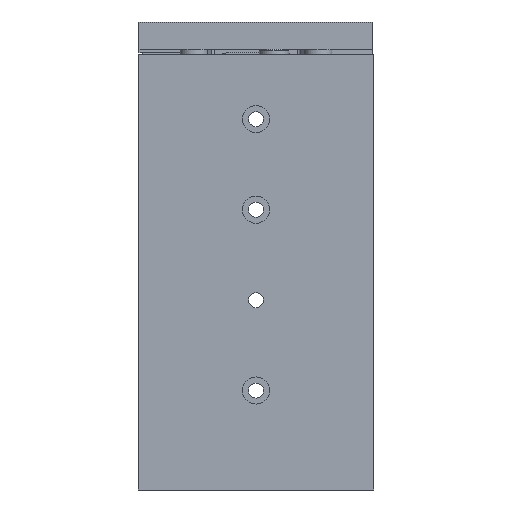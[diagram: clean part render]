
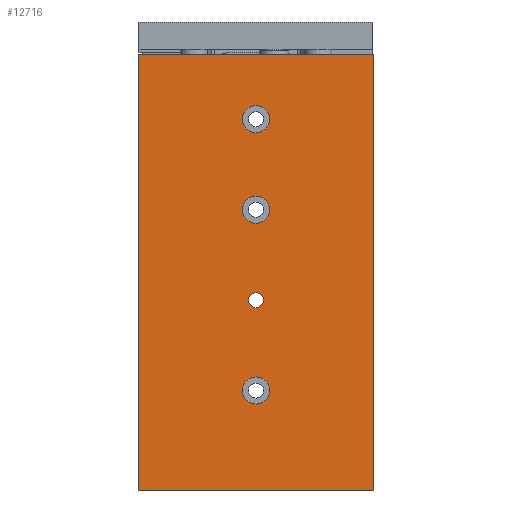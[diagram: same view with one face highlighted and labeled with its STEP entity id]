
A CAD part, front view. The second image highlights one B-rep face of the part: STEP entity #12716.
In plain terms, the highlighted planar face has unit normal (0, -1, 0).
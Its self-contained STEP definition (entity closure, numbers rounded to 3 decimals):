
#101=LINE('',#18734,#871);
#157=LINE('',#18866,#927);
#188=LINE('',#18969,#958);
#189=LINE('',#18979,#959);
#871=VECTOR('',#14961,1000.);
#927=VECTOR('',#15055,1000.);
#958=VECTOR('',#15142,1000.);
#959=VECTOR('',#15153,1000.);
#1635=PLANE('',#13474);
#2086=ORIENTED_EDGE('',*,*,#5197,.F.);
#2087=ORIENTED_EDGE('',*,*,#5198,.F.);
#2088=ORIENTED_EDGE('',*,*,#5199,.F.);
#2089=ORIENTED_EDGE('',*,*,#5200,.F.);
#2090=ORIENTED_EDGE('',*,*,#5076,.F.);
#2091=ORIENTED_EDGE('',*,*,#5196,.F.);
#2092=ORIENTED_EDGE('',*,*,#5143,.T.);
#2093=ORIENTED_EDGE('',*,*,#5201,.T.);
#5076=EDGE_CURVE('',#6645,#6646,#101,.T.);
#5143=EDGE_CURVE('',#6703,#6702,#157,.T.);
#5196=EDGE_CURVE('',#6703,#6645,#188,.T.);
#5197=EDGE_CURVE('',#6747,#6747,#7782,.T.);
#5198=EDGE_CURVE('',#6748,#6748,#7783,.T.);
#5199=EDGE_CURVE('',#6749,#6749,#7784,.T.);
#5200=EDGE_CURVE('',#6750,#6750,#7785,.T.);
#5201=EDGE_CURVE('',#6702,#6646,#189,.T.);
#6645=VERTEX_POINT('',#18733);
#6646=VERTEX_POINT('',#18735);
#6702=VERTEX_POINT('',#18865);
#6703=VERTEX_POINT('',#18867);
#6747=VERTEX_POINT('',#18972);
#6748=VERTEX_POINT('',#18974);
#6749=VERTEX_POINT('',#18976);
#6750=VERTEX_POINT('',#18978);
#7782=CIRCLE('',#13475,3.323);
#7783=CIRCLE('',#13476,6.);
#7784=CIRCLE('',#13477,6.);
#7785=CIRCLE('',#13478,6.);
#8546=EDGE_LOOP('',(#2086));
#8547=EDGE_LOOP('',(#2087));
#8548=EDGE_LOOP('',(#2088));
#8549=EDGE_LOOP('',(#2089));
#8550=EDGE_LOOP('',(#2090,#2091,#2092,#2093));
#9510=FACE_BOUND('',#8546,.T.);
#9511=FACE_BOUND('',#8547,.T.);
#9512=FACE_BOUND('',#8548,.T.);
#9513=FACE_BOUND('',#8549,.T.);
#9514=FACE_BOUND('',#8550,.T.);
#12716=ADVANCED_FACE('',(#9510,#9511,#9512,#9513,#9514),#1635,.T.);
#13474=AXIS2_PLACEMENT_3D('',#18970,#15143,#15144);
#13475=AXIS2_PLACEMENT_3D('',#18971,#15145,#15146);
#13476=AXIS2_PLACEMENT_3D('',#18973,#15147,#15148);
#13477=AXIS2_PLACEMENT_3D('',#18975,#15149,#15150);
#13478=AXIS2_PLACEMENT_3D('',#18977,#15151,#15152);
#14961=DIRECTION('',(1.,0.,0.));
#15055=DIRECTION('',(1.,0.,0.));
#15142=DIRECTION('',(0.,0.,1.));
#15143=DIRECTION('',(0.,-1.,0.));
#15144=DIRECTION('',(0.,0.,-1.));
#15145=DIRECTION('',(0.,-1.,0.));
#15146=DIRECTION('',(0.,0.,-1.));
#15147=DIRECTION('',(0.,-1.,0.));
#15148=DIRECTION('',(0.,0.,-1.));
#15149=DIRECTION('',(0.,-1.,0.));
#15150=DIRECTION('',(0.,0.,-1.));
#15151=DIRECTION('',(0.,-1.,0.));
#15152=DIRECTION('',(0.,0.,-1.));
#15153=DIRECTION('',(0.,0.,1.));
#18733=CARTESIAN_POINT('',(-52.,0.,0.));
#18734=CARTESIAN_POINT('',(-52.,0.,0.));
#18735=CARTESIAN_POINT('',(52.,0.,0.));
#18865=CARTESIAN_POINT('',(52.,0.,-192.5));
#18866=CARTESIAN_POINT('',(-52.,0.,-192.5));
#18867=CARTESIAN_POINT('',(-52.,0.,-192.5));
#18969=CARTESIAN_POINT('',(-52.,0.,-192.5));
#18970=CARTESIAN_POINT('',(-52.,0.,-192.5));
#18971=CARTESIAN_POINT('',(0.,0.,-108.5));
#18972=CARTESIAN_POINT('',(0.,0.,-111.824));
#18973=CARTESIAN_POINT('',(0.,0.,-68.5));
#18974=CARTESIAN_POINT('',(0.,0.,-74.5));
#18975=CARTESIAN_POINT('',(0.,0.,-148.5));
#18976=CARTESIAN_POINT('',(0.,0.,-154.5));
#18977=CARTESIAN_POINT('',(0.,0.,-28.5));
#18978=CARTESIAN_POINT('',(0.,0.,-34.5));
#18979=CARTESIAN_POINT('',(52.,0.,-192.5));
